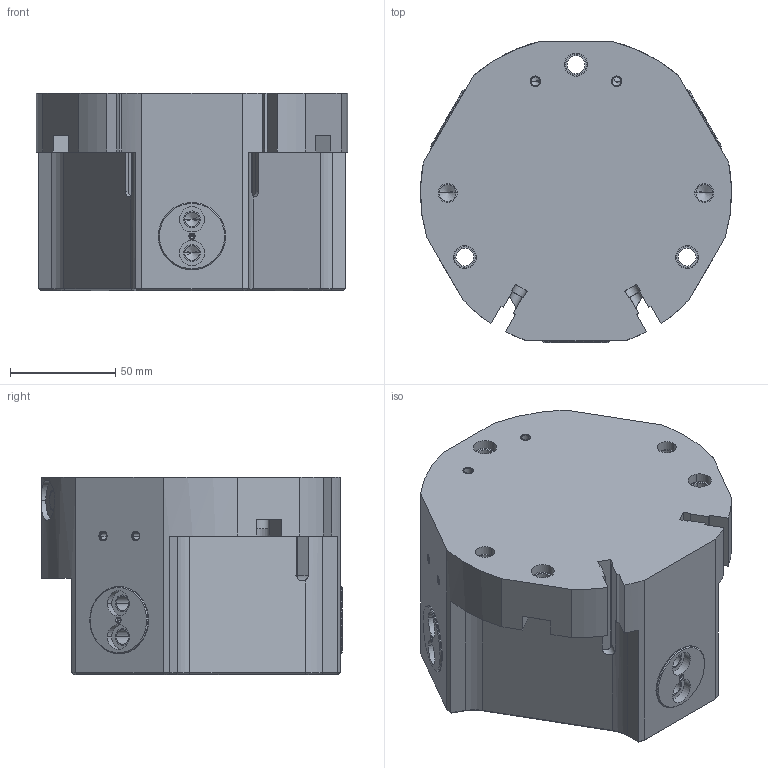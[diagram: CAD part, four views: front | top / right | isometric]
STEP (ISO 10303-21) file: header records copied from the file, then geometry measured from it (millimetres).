
FILE_DESCRIPTION((''),'2;1');
FILE_NAME('OPH148-3_CATALOGO_ASM','2011-03-11T',('DARIO'),(''),'PRO/ENGINEER BY PARAMETRIC TECHNOLOGY CORPORATION, 2010180','PRO/ENGINEER BY PARAMETRIC TECHNOLOGY CORPORATION, 2010180','');
FILE_SCHEMA(('CONFIG_CONTROL_DESIGN'));
Length unit declared in the file: millimetre
Products named in the file (3): CORPO_CATALOGO_OPH148-3; GRIFFA_CATALOGO_OPH133; OPH148-3_CATALOGO_ASM
Assembly tree (4 placements, depth 2):
  OPH148-3_CATALOGO_ASM
    CORPO_CATALOGO_OPH148-3
    GRIFFA_CATALOGO_OPH133  x3
Bounding box: 148 x 143 x 94 mm (x, y, z)
Volume: 1276298 mm3; surface area: 135263.6 mm2
Topology: 4 solids, 21 shells, 318 faces, 797 edges, 497 vertices
Faces by surface type: cylinder 143, plane 107, cone 68
Entity records: 7969 total; most frequent: CARTESIAN_POINT 1679, DIRECTION 1360, ORIENTED_EDGE 1214, EDGE_CURVE 631, AXIS2_PLACEMENT_3D 528, VERTEX_POINT 411, VECTOR 304, LINE 304
